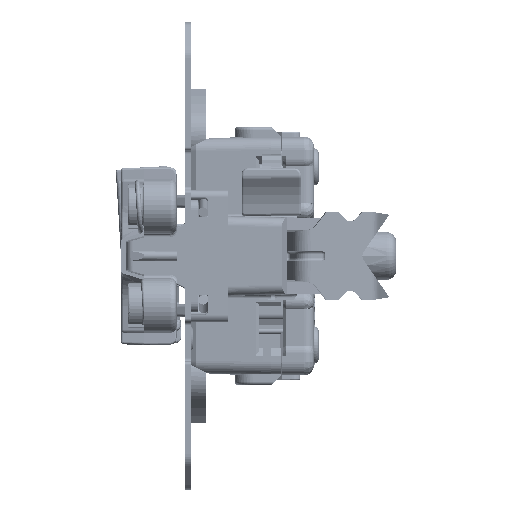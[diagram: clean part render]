
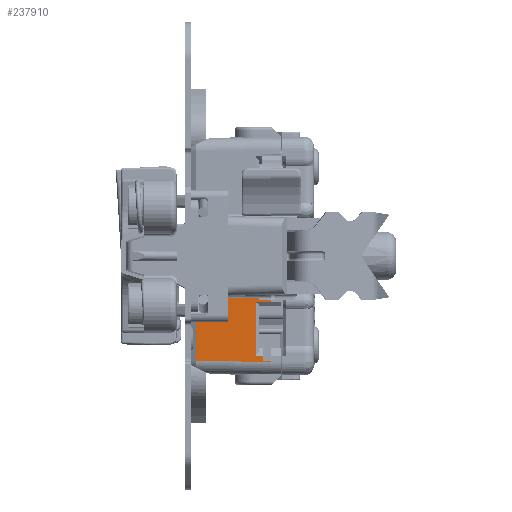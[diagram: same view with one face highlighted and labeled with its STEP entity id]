
A CAD part, left-side view. The second image highlights one B-rep face of the part: STEP entity #237910.
In plain terms, the highlighted face is planar.
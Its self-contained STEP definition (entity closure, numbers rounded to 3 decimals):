
#181099=CARTESIAN_POINT('',(-18.717,6.342,-2.55));
#181477=DIRECTION('',(0.,-1.,0.));
#181478=VECTOR('',#181477,8.157);
#181479=CARTESIAN_POINT('',(-18.968,15.168,-9.75));
#181480=LINE('79894',#181479,#181478);
#181481=DIRECTION('',(0.,1.,0.));
#181482=VECTOR('',#181481,0.645);
#181483=CARTESIAN_POINT('',(-19.005,15.205,-10.8));
#181484=LINE('80001',#181483,#181482);
#181485=DIRECTION('',(0.035,0.,0.999));
#181486=VECTOR('',#181485,1.301);
#181487=CARTESIAN_POINT('',(-19.05,15.85,-12.1));
#181488=LINE('79859',#181487,#181486);
#181489=DIRECTION('',(0.,-1.,0.));
#181490=VECTOR('',#181489,0.2);
#181491=CARTESIAN_POINT('',(-19.05,16.05,-12.1));
#181492=LINE('79861',#181491,#181490);
#181493=DIRECTION('',(-0.035,0.017,-0.999));
#181494=VECTOR('',#181493,11.371);
#181495=CARTESIAN_POINT('',(-18.653,15.853,
-0.737));
#181496=LINE('79829',#181495,#181494);
#181497=DIRECTION('',(0.,1.,0.));
#181498=VECTOR('',#181497,6.978);
#181499=CARTESIAN_POINT('',(-18.653,8.875,-0.737));
#181500=LINE('79868',#181499,#181498);
#181501=DIRECTION('',(-0.035,0.,-0.999));
#181502=VECTOR('',#181501,1.313);
#181503=CARTESIAN_POINT('',(-18.653,8.875,-0.737));
#181504=LINE('79870',#181503,#181502);
#181505=DIRECTION('',(0.,1.,0.));
#181506=VECTOR('',#181505,2.033);
#181507=CARTESIAN_POINT('',(-18.717,6.342,-2.55));
#181508=LINE('79882',#181507,#181506);
#181509=DIRECTION('',(0.035,-0.009,0.999));
#181510=VECTOR('',#181509,9.556);
#181511=CARTESIAN_POINT('',(-19.05,6.425,-12.1));
#181512=LINE('79876',#181511,#181510);
#181513=DIRECTION('',(0.,-1.,0.));
#181514=VECTOR('',#181513,0.556);
#181515=CARTESIAN_POINT('',(-19.05,6.981,-12.1));
#181516=LINE('79895',#181515,#181514);
#181813=DIRECTION('',(-0.035,0.035,-0.999));
#181814=VECTOR('',#181813,1.051);
#181815=CARTESIAN_POINT('',(-18.968,15.168,-9.75));
#181816=LINE('80002',#181815,#181814);
#181841=DIRECTION('',(0.035,0.013,0.999));
#181842=VECTOR('',#181841,2.352);
#181843=CARTESIAN_POINT('',(-19.05,6.981,-12.1));
#181844=LINE('79899',#181843,#181842);
#186280=CARTESIAN_POINT('',(-18.699,8.875,-2.05));
#186281=CARTESIAN_POINT('',(-18.701,8.875,-2.092));
#186282=CARTESIAN_POINT('',(-18.703,8.865,
-2.165));
#186283=CARTESIAN_POINT('',(-18.707,8.822,
-2.289));
#186284=CARTESIAN_POINT('',(-18.712,8.736,
-2.411));
#186285=CARTESIAN_POINT('',(-18.715,8.614,
-2.497));
#186286=CARTESIAN_POINT('',(-18.716,8.49,
-2.54));
#186287=CARTESIAN_POINT('',(-18.717,8.417,-2.55));
#186288=CARTESIAN_POINT('',(-18.717,8.375,-2.55));
#202019=CARTESIAN_POINT('',(-19.05,16.05,-12.1));
#202020=VERTEX_POINT('',#202019);
#202309=CARTESIAN_POINT('',(-19.05,15.85,-12.1));
#202310=VERTEX_POINT('',#202309);
#202313=CARTESIAN_POINT('',(-19.005,15.85,-10.8));
#202314=VERTEX_POINT('',#202313);
#202358=CARTESIAN_POINT('',(-18.717,8.375,-2.55));
#202360=VERTEX_POINT('',#202358);
#202362=CARTESIAN_POINT('',(-18.699,8.875,-2.05));
#202364=VERTEX_POINT('',#202362);
#203115=CARTESIAN_POINT('',(-19.005,15.205,-10.8));
#203117=VERTEX_POINT('',#203115);
#203123=CARTESIAN_POINT('',(-18.968,15.168,-9.75));
#203124=VERTEX_POINT('',#203123);
#203125=CARTESIAN_POINT('',(-18.968,7.011,-9.75));
#203126=VERTEX_POINT('',#203125);
#203129=CARTESIAN_POINT('',(-19.05,6.981,-12.1));
#203131=VERTEX_POINT('',#203129);
#206148=CARTESIAN_POINT('',(-18.653,15.853,
-0.737));
#206149=VERTEX_POINT('',#206148);
#206162=CARTESIAN_POINT('',(-18.653,8.875,-0.737));
#206163=VERTEX_POINT('',#206162);
#206164=VERTEX_POINT('',#181099);
#206165=CARTESIAN_POINT('',(-19.05,6.425,-12.1));
#206166=VERTEX_POINT('',#206165);
#237880=CARTESIAN_POINT('',(-19.05,-18.05,-12.1));
#237881=DIRECTION('',(0.999,0.,-0.035));
#237882=DIRECTION('',(0.,1.,0.));
#237883=AXIS2_PLACEMENT_3D('',#237880,#237881,#237882);
#237884=PLANE('79821',#237883);
#237886=ORIENTED_EDGE('79894',*,*,#237885,.F.);
#237888=ORIENTED_EDGE('80002',*,*,#237887,.T.);
#237890=ORIENTED_EDGE('80001',*,*,#237889,.T.);
#237892=ORIENTED_EDGE('79859',*,*,#237891,.F.);
#237893=ORIENTED_EDGE('79861',*,*,#233262,.F.);
#237895=ORIENTED_EDGE('79829',*,*,#237894,.F.);
#237897=ORIENTED_EDGE('79868',*,*,#237896,.F.);
#237899=ORIENTED_EDGE('79870',*,*,#237898,.T.);
#237901=ORIENTED_EDGE('79872',*,*,#237900,.T.);
#237902=ORIENTED_EDGE('79882',*,*,#237322,.F.);
#237904=ORIENTED_EDGE('79876',*,*,#237903,.F.);
#237905=ORIENTED_EDGE('79895',*,*,#233356,.F.);
#237907=ORIENTED_EDGE('79899',*,*,#237906,.T.);
#237908=EDGE_LOOP('79821',(#237886,#237888,#237890,#237892,#237893,#237895,
#237897,#237899,#237901,#237902,#237904,#237905,#237907));
#237909=FACE_OUTER_BOUND('79821',#237908,.F.);
#237910=ADVANCED_FACE('79821',(#237909),#237884,.F.);
#186289=B_SPLINE_CURVE_WITH_KNOTS('79872',3,(#186280,#186281,#186282,#186283,
#186284,#186285,#186286,#186287,#186288),.UNSPECIFIED.,.F.,.F.,(4,1,1,1,1,1,4),(
0.,0.125,0.25,0.5,0.75,0.875,1.),.UNSPECIFIED.);
#233262=EDGE_CURVE('79861',#202020,#202310,#181492,.T.);
#233356=EDGE_CURVE('79895',#203131,#206166,#181516,.T.);
#237322=EDGE_CURVE('79882',#206164,#202360,#181508,.T.);
#237885=EDGE_CURVE('79894',#203124,#203126,#181480,.T.);
#237887=EDGE_CURVE('80002',#203124,#203117,#181816,.T.);
#237889=EDGE_CURVE('80001',#203117,#202314,#181484,.T.);
#237891=EDGE_CURVE('79859',#202310,#202314,#181488,.T.);
#237894=EDGE_CURVE('79829',#206149,#202020,#181496,.T.);
#237896=EDGE_CURVE('79868',#206163,#206149,#181500,.T.);
#237898=EDGE_CURVE('79870',#206163,#202364,#181504,.T.);
#237900=EDGE_CURVE('79872',#202364,#202360,#186289,.T.);
#237903=EDGE_CURVE('79876',#206166,#206164,#181512,.T.);
#237906=EDGE_CURVE('79899',#203131,#203126,#181844,.T.);
